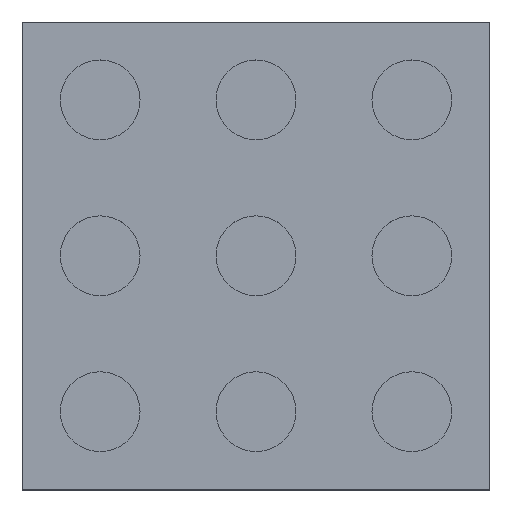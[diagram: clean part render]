
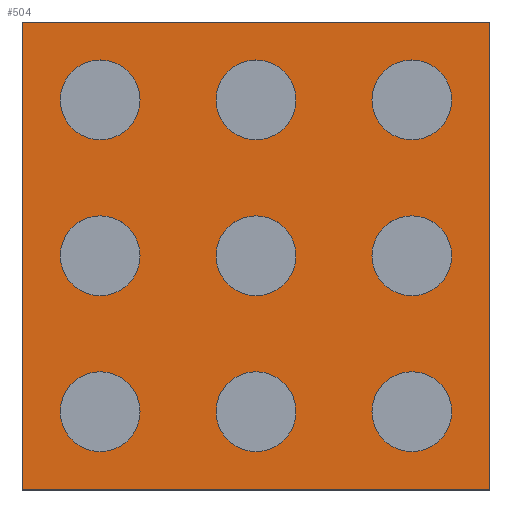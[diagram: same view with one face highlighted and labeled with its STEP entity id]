
A CAD part, top view. The second image highlights one B-rep face of the part: STEP entity #504.
In plain terms, the highlighted planar face has unit normal (0, 0, 1).
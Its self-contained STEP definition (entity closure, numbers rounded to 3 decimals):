
#15=FACE_BOUND('',#186,.T.);
#16=FACE_BOUND('',#187,.T.);
#17=FACE_BOUND('',#188,.T.);
#18=FACE_BOUND('',#189,.T.);
#19=FACE_BOUND('',#190,.T.);
#20=FACE_BOUND('',#191,.T.);
#21=FACE_BOUND('',#192,.T.);
#22=FACE_BOUND('',#193,.T.);
#23=FACE_BOUND('',#194,.T.);
#58=LINE('',#824,#103);
#61=LINE('',#830,#106);
#64=LINE('',#836,#109);
#67=LINE('',#840,#112);
#103=VECTOR('',#685,10.);
#106=VECTOR('',#690,10.);
#109=VECTOR('',#695,10.);
#112=VECTOR('',#700,10.);
#151=FACE_OUTER_BOUND('',#185,.T.);
#185=EDGE_LOOP('',(#404,#405,#406,#407));
#186=EDGE_LOOP('',(#408));
#187=EDGE_LOOP('',(#409));
#188=EDGE_LOOP('',(#410));
#189=EDGE_LOOP('',(#411));
#190=EDGE_LOOP('',(#412));
#191=EDGE_LOOP('',(#413));
#192=EDGE_LOOP('',(#414));
#193=EDGE_LOOP('',(#415));
#194=EDGE_LOOP('',(#416));
#213=CIRCLE('',#549,20.5);
#214=CIRCLE('',#551,20.5);
#215=CIRCLE('',#553,20.5);
#216=CIRCLE('',#555,20.5);
#217=CIRCLE('',#557,20.5);
#218=CIRCLE('',#559,20.5);
#219=CIRCLE('',#561,20.5);
#220=CIRCLE('',#563,20.5);
#221=CIRCLE('',#565,20.5);
#239=VERTEX_POINT('',#782);
#240=VERTEX_POINT('',#786);
#241=VERTEX_POINT('',#790);
#242=VERTEX_POINT('',#794);
#243=VERTEX_POINT('',#798);
#244=VERTEX_POINT('',#802);
#245=VERTEX_POINT('',#806);
#246=VERTEX_POINT('',#810);
#247=VERTEX_POINT('',#814);
#250=VERTEX_POINT('',#821);
#251=VERTEX_POINT('',#823);
#253=VERTEX_POINT('',#829);
#255=VERTEX_POINT('',#835);
#285=EDGE_CURVE('',#239,#239,#213,.T.);
#287=EDGE_CURVE('',#240,#240,#214,.T.);
#289=EDGE_CURVE('',#241,#241,#215,.T.);
#291=EDGE_CURVE('',#242,#242,#216,.T.);
#293=EDGE_CURVE('',#243,#243,#217,.T.);
#295=EDGE_CURVE('',#244,#244,#218,.T.);
#297=EDGE_CURVE('',#245,#245,#219,.T.);
#299=EDGE_CURVE('',#246,#246,#220,.T.);
#301=EDGE_CURVE('',#247,#247,#221,.T.);
#305=EDGE_CURVE('',#251,#250,#58,.T.);
#308=EDGE_CURVE('',#253,#251,#61,.T.);
#311=EDGE_CURVE('',#255,#253,#64,.T.);
#314=EDGE_CURVE('',#250,#255,#67,.T.);
#404=ORIENTED_EDGE('',*,*,#314,.T.);
#405=ORIENTED_EDGE('',*,*,#311,.T.);
#406=ORIENTED_EDGE('',*,*,#308,.T.);
#407=ORIENTED_EDGE('',*,*,#305,.T.);
#408=ORIENTED_EDGE('',*,*,#301,.T.);
#409=ORIENTED_EDGE('',*,*,#299,.T.);
#410=ORIENTED_EDGE('',*,*,#297,.T.);
#411=ORIENTED_EDGE('',*,*,#295,.T.);
#412=ORIENTED_EDGE('',*,*,#293,.T.);
#413=ORIENTED_EDGE('',*,*,#291,.T.);
#414=ORIENTED_EDGE('',*,*,#289,.T.);
#415=ORIENTED_EDGE('',*,*,#287,.T.);
#416=ORIENTED_EDGE('',*,*,#285,.T.);
#470=PLANE('',#570);
#504=ADVANCED_FACE('',(#151,#15,#16,#17,#18,#19,#20,#21,#22,#23),#470,.T.);
#549=AXIS2_PLACEMENT_3D('',#783,#638,#639);
#551=AXIS2_PLACEMENT_3D('',#787,#643,#644);
#553=AXIS2_PLACEMENT_3D('',#791,#648,#649);
#555=AXIS2_PLACEMENT_3D('',#795,#653,#654);
#557=AXIS2_PLACEMENT_3D('',#799,#658,#659);
#559=AXIS2_PLACEMENT_3D('',#803,#663,#664);
#561=AXIS2_PLACEMENT_3D('',#807,#668,#669);
#563=AXIS2_PLACEMENT_3D('',#811,#673,#674);
#565=AXIS2_PLACEMENT_3D('',#815,#678,#679);
#570=AXIS2_PLACEMENT_3D('',#841,#701,#702);
#638=DIRECTION('center_axis',(0.,0.,-1.));
#639=DIRECTION('ref_axis',(1.,0.,0.));
#643=DIRECTION('center_axis',(0.,0.,-1.));
#644=DIRECTION('ref_axis',(1.,0.,0.));
#648=DIRECTION('center_axis',(0.,0.,-1.));
#649=DIRECTION('ref_axis',(1.,0.,0.));
#653=DIRECTION('center_axis',(0.,0.,-1.));
#654=DIRECTION('ref_axis',(1.,0.,0.));
#658=DIRECTION('center_axis',(0.,0.,-1.));
#659=DIRECTION('ref_axis',(1.,0.,0.));
#663=DIRECTION('center_axis',(0.,0.,-1.));
#664=DIRECTION('ref_axis',(1.,0.,0.));
#668=DIRECTION('center_axis',(0.,0.,-1.));
#669=DIRECTION('ref_axis',(1.,0.,0.));
#673=DIRECTION('center_axis',(0.,0.,-1.));
#674=DIRECTION('ref_axis',(1.,0.,0.));
#678=DIRECTION('center_axis',(0.,0.,-1.));
#679=DIRECTION('ref_axis',(1.,0.,0.));
#685=DIRECTION('',(0.,-1.,0.));
#690=DIRECTION('',(-1.,0.,0.));
#695=DIRECTION('',(0.,1.,0.));
#700=DIRECTION('',(1.,0.,0.));
#701=DIRECTION('center_axis',(0.,0.,1.));
#702=DIRECTION('ref_axis',(1.,0.,0.));
#782=CARTESIAN_POINT('',(179.5,480.,10.));
#783=CARTESIAN_POINT('Origin',(200.,480.,10.));
#786=CARTESIAN_POINT('',(19.5,320.,10.));
#787=CARTESIAN_POINT('Origin',(40.,320.,10.));
#790=CARTESIAN_POINT('',(99.5,400.,10.));
#791=CARTESIAN_POINT('Origin',(120.,400.,10.));
#794=CARTESIAN_POINT('',(99.5,480.,10.));
#795=CARTESIAN_POINT('Origin',(120.,480.,10.));
#798=CARTESIAN_POINT('',(179.5,400.,10.));
#799=CARTESIAN_POINT('Origin',(200.,400.,10.));
#802=CARTESIAN_POINT('',(19.5,480.,10.));
#803=CARTESIAN_POINT('Origin',(40.,480.,10.));
#806=CARTESIAN_POINT('',(19.5,400.,10.));
#807=CARTESIAN_POINT('Origin',(40.,400.,10.));
#810=CARTESIAN_POINT('',(179.5,320.,10.));
#811=CARTESIAN_POINT('Origin',(200.,320.,10.));
#814=CARTESIAN_POINT('',(99.5,320.,10.));
#815=CARTESIAN_POINT('Origin',(120.,320.,10.));
#821=CARTESIAN_POINT('',(0.,280.,10.));
#823=CARTESIAN_POINT('',(0.,520.,10.));
#824=CARTESIAN_POINT('',(0.,280.,10.));
#829=CARTESIAN_POINT('',(240.,520.,10.));
#830=CARTESIAN_POINT('',(0.,520.,10.));
#835=CARTESIAN_POINT('',(240.,280.,10.));
#836=CARTESIAN_POINT('',(240.,520.,10.));
#840=CARTESIAN_POINT('',(240.,280.,10.));
#841=CARTESIAN_POINT('Origin',(120.,400.,10.));
